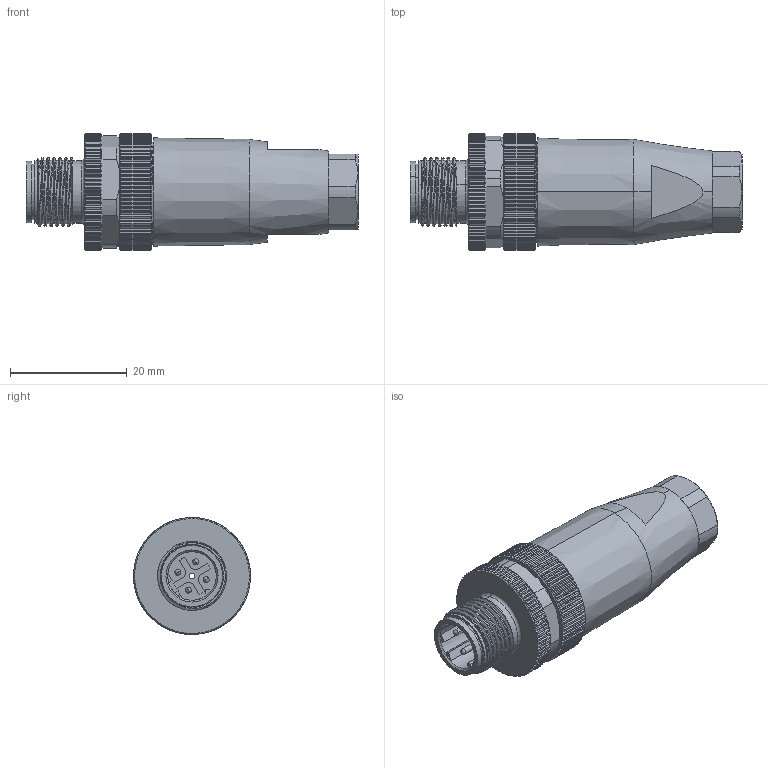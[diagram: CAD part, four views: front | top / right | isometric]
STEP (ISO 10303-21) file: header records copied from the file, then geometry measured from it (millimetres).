
FILE_DESCRIPTION (( 'STEP AP203' ), '1' );
FILE_NAME ('55-00443_revA.STEP', '2024-07-16T00:53:30', ( '' ), ( '' ), 'SwSTEP 2.0', 'SolidWorks 2021', '' );
FILE_SCHEMA (( 'CONFIG_CONTROL_DESIGN' ));
Length unit declared in the file: millimetre
Products named in the file (11): 55-00443-07___; 55-00443-10___; 55-00443-08___; 55-00443-03___; 55-00443-04___; 55-00443-02; 55-00443_revA; 55-00443-09___; 55-00443-05___; 55-00443-06___; 55-00443-01___
Assembly tree (16 placements, depth 2):
  55-00443_revA
    55-00443-01___
    55-00443-02
    55-00443-03___
    55-00443-04___
    55-00443-06___
    55-00443-07___  x4
    55-00443-08___  x4
    55-00443-05___
    55-00443-09___
    55-00443-10___
Bounding box: 56.8 x 20 x 20 mm (x, y, z)
Volume: 8584.9 mm3; surface area: 13579.8 mm2
Topology: 16 solids, 16 shells, 1594 faces, 3831 edges, 2291 vertices
Faces by surface type: plane 567, cylinder 520, cone 450, bspline 25, sphere 24, torus 8
Entity records: 52829 total; most frequent: CARTESIAN_POINT 20155, ORIENTED_EDGE 6798, DIRECTION 6354, EDGE_CURVE 3399, AXIS2_PLACEMENT_3D 2615, VERTEX_POINT 2013, EDGE_LOOP 1498, ADVANCED_FACE 1435
